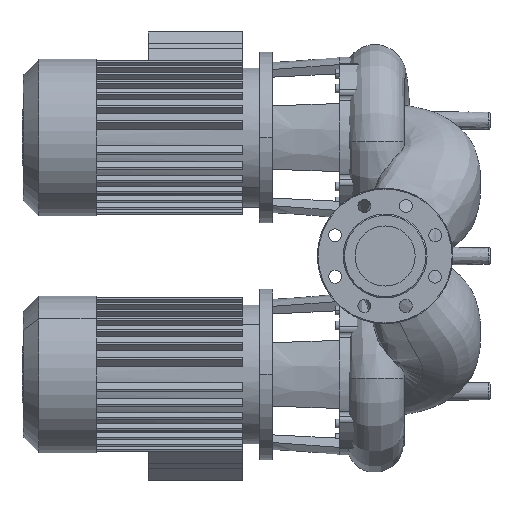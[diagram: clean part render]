
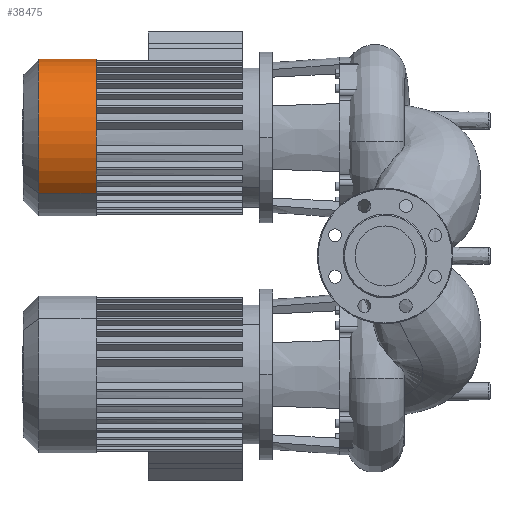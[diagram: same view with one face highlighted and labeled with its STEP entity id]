
A CAD part, left-side view. The second image highlights one B-rep face of the part: STEP entity #38475.
In plain terms, the highlighted cylindrical face has radius 116 mm (diameter 232 mm), a partial arc.
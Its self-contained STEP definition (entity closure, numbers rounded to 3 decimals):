
#34081=CARTESIAN_POINT('',(282.024,427.0,257.024));
#34082=VERTEX_POINT('',#34081);
#34083=CARTESIAN_POINT('',(282.024,511.8,257.024));
#34084=VERTEX_POINT('',#34083);
#34085=CARTESIAN_POINT('',(282.024,427.0,257.024));
#34086=DIRECTION('',(0.0,1.0,0.0));
#34087=VECTOR('',#34086,84.8);
#34088=LINE('',#34085,#34087);
#34089=EDGE_CURVE('',#34082,#34084,#34088,.T.);
#34091=CARTESIAN_POINT('',(117.976,427.0,92.976));
#34092=VERTEX_POINT('',#34091);
#34100=CARTESIAN_POINT('',(117.976,511.8,92.976));
#34101=VERTEX_POINT('',#34100);
#34102=CARTESIAN_POINT('',(117.976,427.0,92.976));
#34103=DIRECTION('',(0.0,1.0,0.0));
#34104=VECTOR('',#34103,84.8);
#34105=LINE('',#34102,#34104);
#34106=EDGE_CURVE('',#34092,#34101,#34105,.T.);
#37024=CARTESIAN_POINT('',(200.,427.0,175.0));
#37025=DIRECTION('',(0.0,1.,0.0));
#37026=DIRECTION('',(0.707,0.0,0.707));
#37027=AXIS2_PLACEMENT_3D('',#37024,#37025,#37026);
#37028=CIRCLE('',#37027,116.0);
#37029=EDGE_CURVE('',#34092,#34082,#37028,.T.);
#38454=CARTESIAN_POINT('',(200.,511.8,175.0));
#38455=DIRECTION('',(0.0,1.,0.0));
#38456=DIRECTION('',(0.707,0.0,0.707));
#38457=AXIS2_PLACEMENT_3D('',#38454,#38455,#38456);
#38458=CIRCLE('',#38457,116.0);
#38459=EDGE_CURVE('',#34101,#34084,#38458,.T.);
#38464=CARTESIAN_POINT('',(200.,535.0,175.0));
#38465=DIRECTION('',(0.0,-1.0,0.0));
#38466=DIRECTION('',(0.707,0.0,0.707));
#38467=AXIS2_PLACEMENT_3D('',#38464,#38465,#38466);
#38468=CYLINDRICAL_SURFACE('',#38467,116.);
#38469=ORIENTED_EDGE('',*,*,#34089,.T.);
#38470=ORIENTED_EDGE('',*,*,#38459,.F.);
#38471=ORIENTED_EDGE('',*,*,#34106,.F.);
#38472=ORIENTED_EDGE('',*,*,#37029,.T.);
#38473=EDGE_LOOP('',(#38469,#38470,#38471,#38472));
#38474=FACE_OUTER_BOUND('',#38473,.T.);
#38475=ADVANCED_FACE('',(#38474),#38468,.T.);
